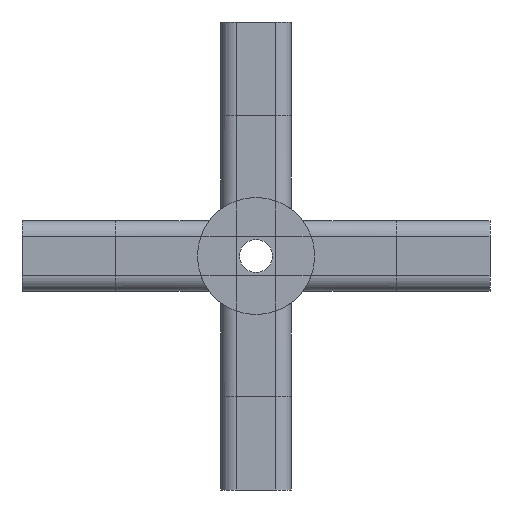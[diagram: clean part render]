
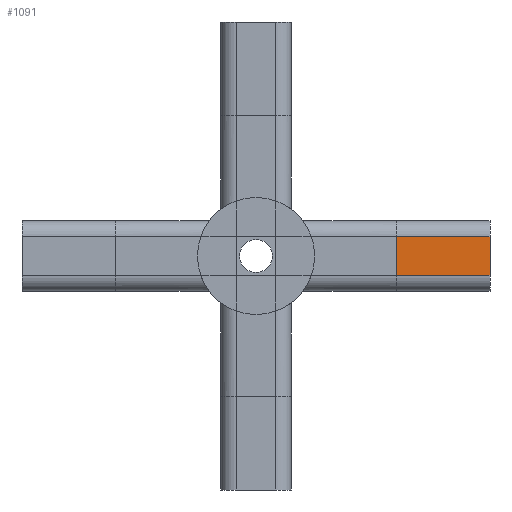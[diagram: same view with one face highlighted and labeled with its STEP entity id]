
A CAD part, front view. The second image highlights one B-rep face of the part: STEP entity #1091.
In plain terms, the highlighted planar face has unit normal (0, -1, 0).
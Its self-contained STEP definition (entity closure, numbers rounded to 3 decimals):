
#235 = VERTEX_POINT('',#236);
#236 = CARTESIAN_POINT('',(18.,-4.,2.5));
#348 = VERTEX_POINT('',#349);
#349 = CARTESIAN_POINT('',(18.,-4.,-2.5));
#606 = EDGE_CURVE('',#348,#235,#607,.T.);
#607 = LINE('',#608,#609);
#608 = CARTESIAN_POINT('',(18.,-4.,-2.5));
#609 = VECTOR('',#610,1.);
#610 = DIRECTION('',(0.,0.,1.));
#621 = EDGE_CURVE('',#235,#622,#624,.T.);
#622 = VERTEX_POINT('',#623);
#623 = CARTESIAN_POINT('',(30.,-4.,2.5));
#624 = LINE('',#625,#626);
#625 = CARTESIAN_POINT('',(-30.,-4.,2.5));
#626 = VECTOR('',#627,1.);
#627 = DIRECTION('',(1.,0.,0.));
#776 = EDGE_CURVE('',#348,#777,#779,.T.);
#777 = VERTEX_POINT('',#778);
#778 = CARTESIAN_POINT('',(30.,-4.,-2.5));
#779 = LINE('',#780,#781);
#780 = CARTESIAN_POINT('',(-30.,-4.,-2.5));
#781 = VECTOR('',#782,1.);
#782 = DIRECTION('',(1.,0.,0.));
#1091 = ADVANCED_FACE('',(#1092),#1103,.F.);
#1092 = FACE_BOUND('',#1093,.F.);
#1093 = EDGE_LOOP('',(#1094,#1095,#1096,#1102));
#1094 = ORIENTED_EDGE('',*,*,#606,.T.);
#1095 = ORIENTED_EDGE('',*,*,#621,.T.);
#1096 = ORIENTED_EDGE('',*,*,#1097,.T.);
#1097 = EDGE_CURVE('',#622,#777,#1098,.T.);
#1098 = LINE('',#1099,#1100);
#1099 = CARTESIAN_POINT('',(30.,-4.,2.5));
#1100 = VECTOR('',#1101,1.);
#1101 = DIRECTION('',(0.,0.,-1.));
#1102 = ORIENTED_EDGE('',*,*,#776,.F.);
#1103 = PLANE('',#1104);
#1104 = AXIS2_PLACEMENT_3D('',#1105,#1106,#1107);
#1105 = CARTESIAN_POINT('',(-30.,-4.,2.5));
#1106 = DIRECTION('',(0.,1.,0.));
#1107 = DIRECTION('',(0.,0.,-1.));
